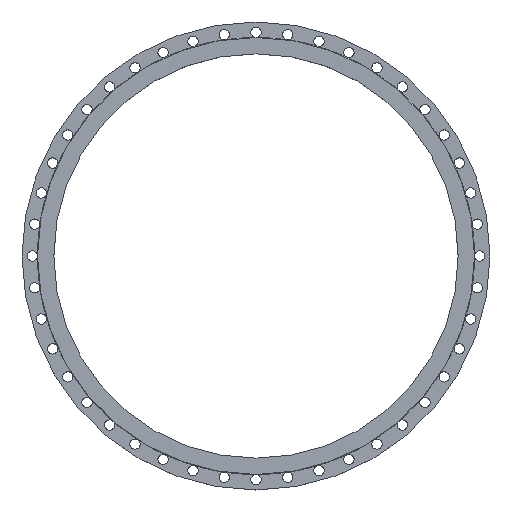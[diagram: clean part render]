
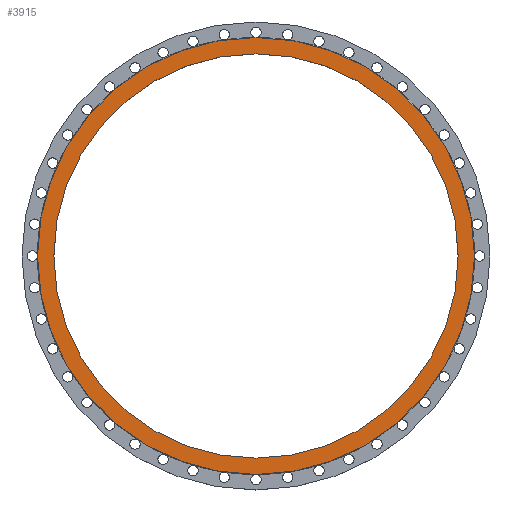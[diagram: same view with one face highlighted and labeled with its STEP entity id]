
A CAD part, top view. The second image highlights one B-rep face of the part: STEP entity #3915.
In plain terms, the highlighted planar face has unit normal (0, 0, 1).
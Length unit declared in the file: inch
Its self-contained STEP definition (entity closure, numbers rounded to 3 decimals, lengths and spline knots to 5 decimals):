
#164 = DIRECTION ( 'NONE',  ( 0., 0., 1. ) ) ;
#246 = DIRECTION ( 'NONE',  ( 1., 0., 0. ) ) ;
#375 = EDGE_LOOP ( 'NONE', ( #1335, #1665 ) ) ;
#605 = VERTEX_POINT ( 'NONE', #4415 ) ;
#676 = DIRECTION ( 'NONE',  ( 0., 0., 1. ) ) ;
#854 = CIRCLE ( 'NONE', #1292, 14.6875 ) ;
#972 = CARTESIAN_POINT ( 'NONE',  ( 0., 0., 0. ) ) ;
#1028 = EDGE_CURVE ( 'NONE', #2521, #605, #3054, .T. ) ;
#1156 = AXIS2_PLACEMENT_3D ( 'NONE', #4157, #3514, #4218 ) ;
#1165 = FACE_OUTER_BOUND ( 'NONE', #2423, .T. ) ;
#1260 = DIRECTION ( 'NONE',  ( 0., 0., 1. ) ) ;
#1292 = AXIS2_PLACEMENT_3D ( 'NONE', #2900, #164, #1818 ) ;
#1335 = ORIENTED_EDGE ( 'NONE', *, *, #1572, .F. ) ;
#1388 = ORIENTED_EDGE ( 'NONE', *, *, #2598, .T. ) ;
#1572 = EDGE_CURVE ( 'NONE', #2096, #1944, #1779, .T. ) ;
#1603 = CARTESIAN_POINT ( 'NONE',  ( 0., 0., 0. ) ) ;
#1665 = ORIENTED_EDGE ( 'NONE', *, *, #2822, .F. ) ;
#1779 = CIRCLE ( 'NONE', #3708, 14.6875 ) ;
#1818 = DIRECTION ( 'NONE',  ( 1., 0., 0. ) ) ;
#1891 = DIRECTION ( 'NONE',  ( 0., 0., 1. ) ) ;
#1918 = AXIS2_PLACEMENT_3D ( 'NONE', #1603, #1260, #246 ) ;
#1944 = VERTEX_POINT ( 'NONE', #2325 ) ;
#2096 = VERTEX_POINT ( 'NONE', #2490 ) ;
#2325 = CARTESIAN_POINT ( 'NONE',  ( -14.6875, 0., 0. ) ) ;
#2423 = EDGE_LOOP ( 'NONE', ( #1388, #3451 ) ) ;
#2432 = AXIS2_PLACEMENT_3D ( 'NONE', #2713, #676, #3407 ) ;
#2490 = CARTESIAN_POINT ( 'NONE',  ( 14.6875, 0., 0. ) ) ;
#2521 = VERTEX_POINT ( 'NONE', #2852 ) ;
#2598 = EDGE_CURVE ( 'NONE', #605, #2521, #3435, .T. ) ;
#2713 = CARTESIAN_POINT ( 'NONE',  ( 0., 0., 0. ) ) ;
#2822 = EDGE_CURVE ( 'NONE', #1944, #2096, #854, .T. ) ;
#2852 = CARTESIAN_POINT ( 'NONE',  ( -15.875, 0., 0. ) ) ;
#2900 = CARTESIAN_POINT ( 'NONE',  ( 0., 0., 0. ) ) ;
#3054 = CIRCLE ( 'NONE', #1918, 15.875 ) ;
#3153 = FACE_BOUND ( 'NONE', #375, .T. ) ;
#3331 = DIRECTION ( 'NONE',  ( 1., 0., 0. ) ) ;
#3407 = DIRECTION ( 'NONE',  ( 1., 0., 0. ) ) ;
#3435 = CIRCLE ( 'NONE', #2432, 15.875 ) ;
#3451 = ORIENTED_EDGE ( 'NONE', *, *, #1028, .T. ) ;
#3514 = DIRECTION ( 'NONE',  ( 0., 0., -1. ) ) ;
#3708 = AXIS2_PLACEMENT_3D ( 'NONE', #972, #1891, #3331 ) ;
#3851 = PLANE ( 'NONE',  #1156 ) ;
#3915 = ADVANCED_FACE ( 'NONE', ( #3153, #1165 ), #3851, .F. ) ;
#4157 = CARTESIAN_POINT ( 'NONE',  ( 0., 14.6875, 0. ) ) ;
#4218 = DIRECTION ( 'NONE',  ( -1., 0., 0. ) ) ;
#4415 = CARTESIAN_POINT ( 'NONE',  ( 15.875, 0., 0. ) ) ;
